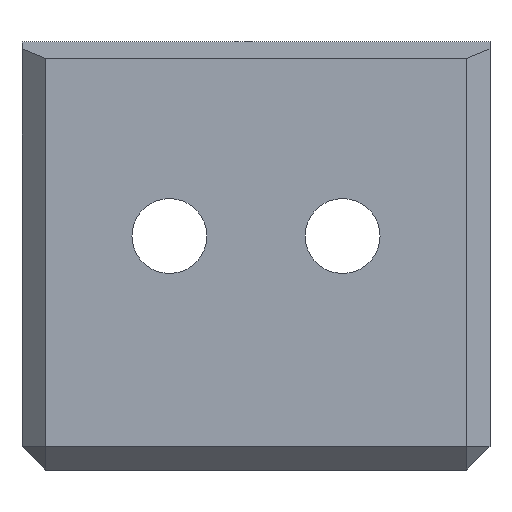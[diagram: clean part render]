
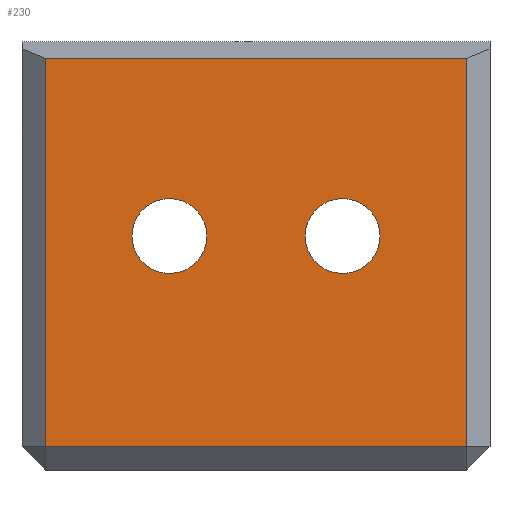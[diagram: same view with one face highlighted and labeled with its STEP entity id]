
A CAD part, front view. The second image highlights one B-rep face of the part: STEP entity #230.
In plain terms, the highlighted planar face has unit normal (0, -1, 0).
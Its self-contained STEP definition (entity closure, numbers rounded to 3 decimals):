
#169=CARTESIAN_POINT('',(-219.442,264.625,490.05));
#170=DIRECTION('',(0.,1.,0.));
#171=DIRECTION('',(0.,0.,1.));
#172=AXIS2_PLACEMENT_3D('',#169,#170,#171);
#173=PLANE('',#172);
#174=CARTESIAN_POINT('',(-238.442,264.625,471.05));
#175=VERTEX_POINT('',#174);
#176=CARTESIAN_POINT('',(-220.442,264.625,471.05));
#177=VERTEX_POINT('',#176);
#178=CARTESIAN_POINT('',(-238.442,264.625,471.05));
#179=DIRECTION('',(1.,0.,-0.));
#180=VECTOR('',#179,18.);
#181=LINE('',#178,#180);
#182=EDGE_CURVE('',#175,#177,#181,.T.);
#183=ORIENTED_EDGE('',*,*,#182,.T.);
#184=CARTESIAN_POINT('',(-220.442,264.625,487.635));
#185=VERTEX_POINT('',#184);
#186=CARTESIAN_POINT('',(-220.442,264.625,471.05));
#187=DIRECTION('',(-0.,0.,1.));
#188=VECTOR('',#187,16.586);
#189=LINE('',#186,#188);
#190=EDGE_CURVE('',#177,#185,#189,.T.);
#191=ORIENTED_EDGE('',*,*,#190,.T.);
#192=CARTESIAN_POINT('',(-238.442,264.625,487.635));
#193=VERTEX_POINT('',#192);
#194=CARTESIAN_POINT('',(-220.442,264.625,487.635));
#195=DIRECTION('',(-1.,0.,0.));
#196=VECTOR('',#195,18.);
#197=LINE('',#194,#196);
#198=EDGE_CURVE('',#185,#193,#197,.T.);
#199=ORIENTED_EDGE('',*,*,#198,.T.);
#200=CARTESIAN_POINT('',(-238.442,264.625,487.635));
#201=DIRECTION('',(0.,0.,-1.));
#202=VECTOR('',#201,16.586);
#203=LINE('',#200,#202);
#204=EDGE_CURVE('',#193,#175,#203,.T.);
#205=ORIENTED_EDGE('',*,*,#204,.T.);
#206=EDGE_LOOP('',(#183,#191,#199,#205));
#207=FACE_BOUND('',#206,.T.);
#208=CARTESIAN_POINT('',(-225.742,264.625,481.65));
#209=VERTEX_POINT('',#208);
#210=CARTESIAN_POINT('',(-225.742,264.625,480.05));
#211=DIRECTION('',(0.,1.,0.));
#212=DIRECTION('',(0.,-0.,1.));
#213=AXIS2_PLACEMENT_3D('',#210,#211,#212);
#214=CIRCLE('',#213,1.6);
#215=EDGE_CURVE('',#209,#209,#214,.T.);
#216=ORIENTED_EDGE('',*,*,#215,.T.);
#217=EDGE_LOOP('',(#216));
#218=FACE_BOUND('',#217,.T.);
#219=CARTESIAN_POINT('',(-233.142,264.625,481.65));
#220=VERTEX_POINT('',#219);
#221=CARTESIAN_POINT('',(-233.142,264.625,480.05));
#222=DIRECTION('',(0.,1.,0.));
#223=DIRECTION('',(0.,-0.,1.));
#224=AXIS2_PLACEMENT_3D('',#221,#222,#223);
#225=CIRCLE('',#224,1.6);
#226=EDGE_CURVE('',#220,#220,#225,.T.);
#227=ORIENTED_EDGE('',*,*,#226,.T.);
#228=EDGE_LOOP('',(#227));
#229=FACE_BOUND('',#228,.T.);
#230=ADVANCED_FACE('',(#207,#218,#229),#173,.F.);
